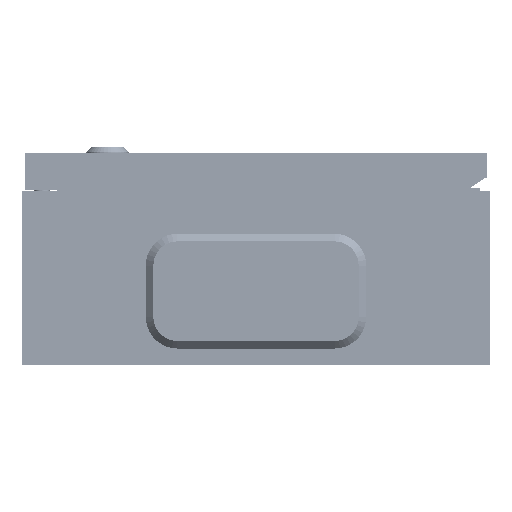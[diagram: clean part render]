
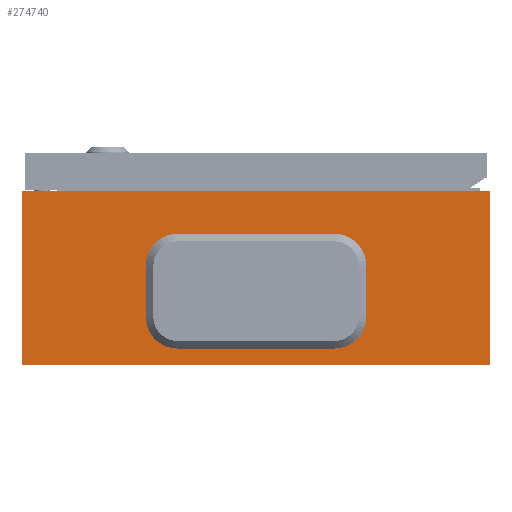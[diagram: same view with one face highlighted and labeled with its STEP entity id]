
A CAD part, front view. The second image highlights one B-rep face of the part: STEP entity #274740.
In plain terms, the highlighted planar face has unit normal (0, -1, 0).
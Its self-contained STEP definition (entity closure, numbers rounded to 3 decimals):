
#8998 = AXIS2_PLACEMENT_3D ( 'NONE', #328694, #30542, #187975 ) ;
#11622 = LINE ( 'NONE', #120723, #164856 ) ;
#12140 = VERTEX_POINT ( 'NONE', #187538 ) ;
#13743 = DIRECTION ( 'NONE',  ( -1., 0., 0. ) ) ;
#16024 = CARTESIAN_POINT ( 'NONE',  ( -3112.346, -294.709, 388.431 ) ) ;
#20845 = ORIENTED_EDGE ( 'NONE', *, *, #128202, .T. ) ;
#25378 = EDGE_CURVE ( 'NONE', #358120, #302055, #374713, .T. ) ;
#30542 = DIRECTION ( 'NONE',  ( 0., -1., 0. ) ) ;
#42033 = AXIS2_PLACEMENT_3D ( 'NONE', #120782, #365815, #263560 ) ;
#43322 = EDGE_CURVE ( 'NONE', #233329, #429142, #103583, .T. ) ;
#48879 = EDGE_CURVE ( 'NONE', #12140, #103907, #166064, .T. ) ;
#65776 = CARTESIAN_POINT ( 'NONE',  ( -187.346, -294.709, 273.431 ) ) ;
#65982 = EDGE_LOOP ( 'NONE', ( #168320, #95762, #290270, #93182, #69876, #417373, #113012, #204141 ) ) ;
#69865 = CARTESIAN_POINT ( 'NONE',  ( -83.846, -294.709, 338.931 ) ) ;
#69876 = ORIENTED_EDGE ( 'NONE', *, *, #25378, .F. ) ;
#73922 = FACE_OUTER_BOUND ( 'NONE', #238589, .T. ) ;
#75512 = DIRECTION ( 'NONE',  ( 1., 0., 0. ) ) ;
#87462 = CARTESIAN_POINT ( 'NONE',  ( -101.846, -294.709, 305.431 ) ) ;
#93182 = ORIENTED_EDGE ( 'NONE', *, *, #225826, .F. ) ;
#95762 = ORIENTED_EDGE ( 'NONE', *, *, #381938, .F. ) ;
#99548 = DIRECTION ( 'NONE',  ( 0., -1., 0. ) ) ;
#100774 = VECTOR ( 'NONE', #216689, 1000. ) ;
#103583 = CIRCLE ( 'NONE', #8998, 18. ) ;
#103907 = VERTEX_POINT ( 'NONE', #339695 ) ;
#105180 = CARTESIAN_POINT ( 'NONE',  ( -101.846, -294.709, 338.931 ) ) ;
#107437 = CARTESIAN_POINT ( 'NONE',  ( -83.846, -294.709, 287.431 ) ) ;
#113012 = ORIENTED_EDGE ( 'NONE', *, *, #263320, .F. ) ;
#120723 = CARTESIAN_POINT ( 'NONE',  ( -32.346, -294.709, 273.431 ) ) ;
#120782 = CARTESIAN_POINT ( 'NONE',  ( 19.154, -294.709, 305.431 ) ) ;
#125515 = VECTOR ( 'NONE', #349389, 1000. ) ;
#128202 = EDGE_CURVE ( 'NONE', #284439, #318451, #167891, .T. ) ;
#129053 = DIRECTION ( 'NONE',  ( -1., 0., 0. ) ) ;
#134236 = EDGE_CURVE ( 'NONE', #318451, #103907, #11622, .T. ) ;
#135544 = CARTESIAN_POINT ( 'NONE',  ( -187.346, -294.709, 273.431 ) ) ;
#144227 = PLANE ( 'NONE',  #332818 ) ;
#145776 = DIRECTION ( 'NONE',  ( 0., 0., -1. ) ) ;
#146478 = FACE_BOUND ( 'NONE', #65982, .T. ) ;
#148742 = DIRECTION ( 'NONE',  ( 0., -1., 0. ) ) ;
#151597 = CARTESIAN_POINT ( 'NONE',  ( -83.846, -294.709, 287.431 ) ) ;
#153316 = EDGE_CURVE ( 'NONE', #434176, #358120, #275670, .T. ) ;
#153418 = ORIENTED_EDGE ( 'NONE', *, *, #251375, .T. ) ;
#157106 = DIRECTION ( 'NONE',  ( 0., 0., -1. ) ) ;
#158740 = VERTEX_POINT ( 'NONE', #187532 ) ;
#159609 = CARTESIAN_POINT ( 'NONE',  ( 19.154, -294.709, 338.931 ) ) ;
#162581 = EDGE_CURVE ( 'NONE', #418482, #335659, #361287, .T. ) ;
#164856 = VECTOR ( 'NONE', #261241, 1000. ) ;
#166064 = LINE ( 'NONE', #440875, #379480 ) ;
#167891 = LINE ( 'NONE', #65776, #125515 ) ;
#168320 = ORIENTED_EDGE ( 'NONE', *, *, #162581, .F. ) ;
#174968 = ORIENTED_EDGE ( 'NONE', *, *, #48879, .F. ) ;
#180055 = VECTOR ( 'NONE', #386822, 1000. ) ;
#187532 = CARTESIAN_POINT ( 'NONE',  ( 37.154, -294.709, 338.931 ) ) ;
#187538 = CARTESIAN_POINT ( 'NONE',  ( 122.654, -294.709, 388.431 ) ) ;
#187975 = DIRECTION ( 'NONE',  ( 1., 0., 0. ) ) ;
#204141 = ORIENTED_EDGE ( 'NONE', *, *, #354269, .F. ) ;
#216689 = DIRECTION ( 'NONE',  ( 0., 0., 1. ) ) ;
#225826 = EDGE_CURVE ( 'NONE', #302055, #233329, #350118, .T. ) ;
#229559 = CARTESIAN_POINT ( 'NONE',  ( 19.154, -294.709, 356.931 ) ) ;
#233329 = VERTEX_POINT ( 'NONE', #87462 ) ;
#238589 = EDGE_LOOP ( 'NONE', ( #153418, #20845, #395838, #174968 ) ) ;
#251375 = EDGE_CURVE ( 'NONE', #12140, #284439, #327124, .T. ) ;
#261241 = DIRECTION ( 'NONE',  ( 1., 0., 0. ) ) ;
#261941 = CARTESIAN_POINT ( 'NONE',  ( 37.154, -294.709, 338.931 ) ) ;
#263320 = EDGE_CURVE ( 'NONE', #158740, #434176, #368426, .T. ) ;
#263560 = DIRECTION ( 'NONE',  ( 1., 0., 0. ) ) ;
#274740 = ADVANCED_FACE ( 'NONE', ( #73922, #146478 ), #144227, .T. ) ;
#275670 = LINE ( 'NONE', #384614, #180055 ) ;
#277464 = LINE ( 'NONE', #107437, #293108 ) ;
#281542 = AXIS2_PLACEMENT_3D ( 'NONE', #159609, #327750, #434380 ) ;
#284439 = VERTEX_POINT ( 'NONE', #419469 ) ;
#289475 = CARTESIAN_POINT ( 'NONE',  ( -3112.346, -294.709, 386.631 ) ) ;
#290270 = ORIENTED_EDGE ( 'NONE', *, *, #43322, .F. ) ;
#293108 = VECTOR ( 'NONE', #75512, 1000. ) ;
#302055 = VERTEX_POINT ( 'NONE', #395650 ) ;
#309311 = AXIS2_PLACEMENT_3D ( 'NONE', #69865, #99548, #129053 ) ;
#314436 = CARTESIAN_POINT ( 'NONE',  ( 19.154, -294.709, 287.431 ) ) ;
#318451 = VERTEX_POINT ( 'NONE', #135544 ) ;
#327124 = LINE ( 'NONE', #16024, #408849 ) ;
#327750 = DIRECTION ( 'NONE',  ( 0., -1., 0. ) ) ;
#328694 = CARTESIAN_POINT ( 'NONE',  ( -83.846, -294.709, 305.431 ) ) ;
#332818 = AXIS2_PLACEMENT_3D ( 'NONE', #289475, #148742, #427955 ) ;
#335659 = VERTEX_POINT ( 'NONE', #425888 ) ;
#339695 = CARTESIAN_POINT ( 'NONE',  ( 122.654, -294.709, 273.431 ) ) ;
#348385 = CARTESIAN_POINT ( 'NONE',  ( -83.846, -294.709, 356.931 ) ) ;
#349389 = DIRECTION ( 'NONE',  ( 0., 0., -1. ) ) ;
#350118 = LINE ( 'NONE', #105180, #435931 ) ;
#354269 = EDGE_CURVE ( 'NONE', #335659, #158740, #425627, .T. ) ;
#358120 = VERTEX_POINT ( 'NONE', #348385 ) ;
#361287 = CIRCLE ( 'NONE', #42033, 18. ) ;
#365815 = DIRECTION ( 'NONE',  ( 0., -1., 0. ) ) ;
#368426 = CIRCLE ( 'NONE', #281542, 18. ) ;
#374713 = CIRCLE ( 'NONE', #309311, 18. ) ;
#379480 = VECTOR ( 'NONE', #157106, 1000. ) ;
#381938 = EDGE_CURVE ( 'NONE', #429142, #418482, #277464, .T. ) ;
#384614 = CARTESIAN_POINT ( 'NONE',  ( -83.846, -294.709, 356.931 ) ) ;
#386822 = DIRECTION ( 'NONE',  ( -1., 0., 0. ) ) ;
#395650 = CARTESIAN_POINT ( 'NONE',  ( -101.846, -294.709, 338.931 ) ) ;
#395838 = ORIENTED_EDGE ( 'NONE', *, *, #134236, .T. ) ;
#408849 = VECTOR ( 'NONE', #13743, 1000. ) ;
#417373 = ORIENTED_EDGE ( 'NONE', *, *, #153316, .F. ) ;
#418482 = VERTEX_POINT ( 'NONE', #314436 ) ;
#419469 = CARTESIAN_POINT ( 'NONE',  ( -187.346, -294.709, 388.431 ) ) ;
#425627 = LINE ( 'NONE', #261941, #100774 ) ;
#425888 = CARTESIAN_POINT ( 'NONE',  ( 37.154, -294.709, 305.431 ) ) ;
#427955 = DIRECTION ( 'NONE',  ( 0., 0., -1. ) ) ;
#429142 = VERTEX_POINT ( 'NONE', #151597 ) ;
#434176 = VERTEX_POINT ( 'NONE', #229559 ) ;
#434380 = DIRECTION ( 'NONE',  ( 1., 0., 0. ) ) ;
#435931 = VECTOR ( 'NONE', #145776, 1000. ) ;
#440875 = CARTESIAN_POINT ( 'NONE',  ( 122.654, -294.709, 273.431 ) ) ;
